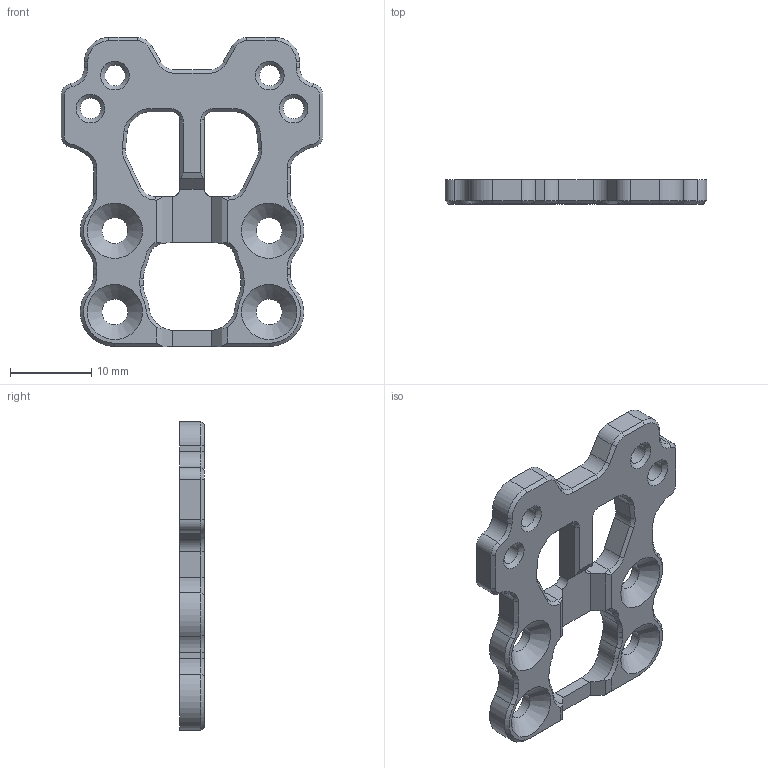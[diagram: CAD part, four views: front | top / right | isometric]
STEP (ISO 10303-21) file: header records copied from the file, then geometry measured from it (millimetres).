
FILE_DESCRIPTION(/* description */ (''),/* implementation_level */ '2;1');
FILE_NAME(/* name */ 'P0004_REV_G MGW7 Front Plate .step',/* time_stamp */ '2024-07-11T19:11:57-04:00',/* author */ (''),/* organization */ (''),/* preprocessor_version */ 'ST-DEVELOPER v20',/* originating_system */ 'Autodesk Translation Framework v13.14.0.145',/* authorisation */ '');
FILE_SCHEMA (('AUTOMOTIVE_DESIGN { 1 0 10303 214 3 1 1 }'));
Length unit declared in the file: millimetre
Products named in the file (1): P0004_REV_G MGW7 Front Plate
Bounding box: 32.2 x 3 x 38.03 mm (x, y, z)
Volume: 1915.4 mm3; surface area: 2221.3 mm2
Topology: 1 solids, 1 shells, 195 faces, 504 edges, 308 vertices
Faces by surface type: plane 77, cylinder 60, cone 58
Full cylindrical faces by diameter (mm): 2.529 x4, 3.2 x4
Entity records: 5988 total; most frequent: DIRECTION 1076, CARTESIAN_POINT 1040, ORIENTED_EDGE 1008, EDGE_CURVE 504, AXIS2_PLACEMENT_3D 386, VERTEX_POINT 308, LINE 304, VECTOR 304
